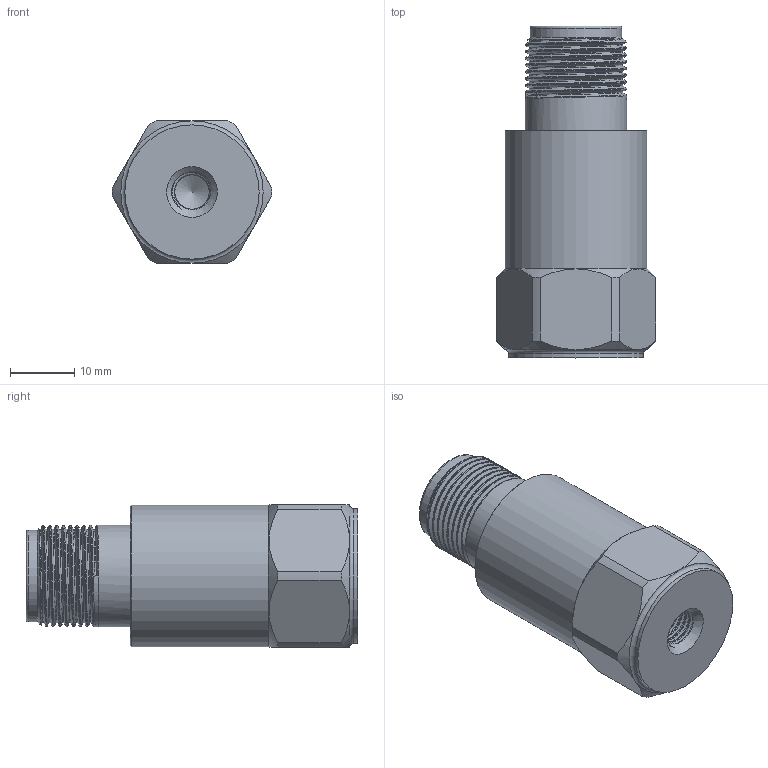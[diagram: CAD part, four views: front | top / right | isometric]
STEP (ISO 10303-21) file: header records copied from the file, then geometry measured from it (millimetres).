
FILE_DESCRIPTION(/* description */ (''),/* implementation_level */ '2;1');
FILE_NAME(/* name */ 'WT200s STEP.stp',/* time_stamp */ '2019-06-07T12:08:58-04:00',/* author */ ('aneininger'),/* organization */ ('CONNECTION TECHNOLOGY CENTER'),/* preprocessor_version */ 'ST-DEVELOPER v17.2',/* originating_system */ 'Autodesk Inventor 2019',/* authorisation */ '');
FILE_SCHEMA (('AUTOMOTIVE_DESIGN { 1 0 10303 214 3 1 1 }'));
Length unit declared in the file: inch
Products named in the file (1): WT202-1D
Bounding box: 24.89 x 51.82 x 22.23 mm (x, y, z)
Volume: 15352.9 mm3; surface area: 5247.5 mm2
Topology: 2 solids, 2 shells, 158 faces, 403 edges, 259 vertices
Faces by surface type: plane 66, bspline 39, cylinder 33, cone 13, torus 7
Full cylindrical faces by diameter (mm): 1.587 x2, 5.359 x6, 14.275 x1, 15.875 x1, 20.955 x1, 22.047 x1
Entity records: 11367 total; most frequent: CARTESIAN_POINT 7584, ORIENTED_EDGE 806, DIRECTION 628, EDGE_CURVE 403, VERTEX_POINT 261, AXIS2_PLACEMENT_3D 225, LINE 178, VECTOR 178
